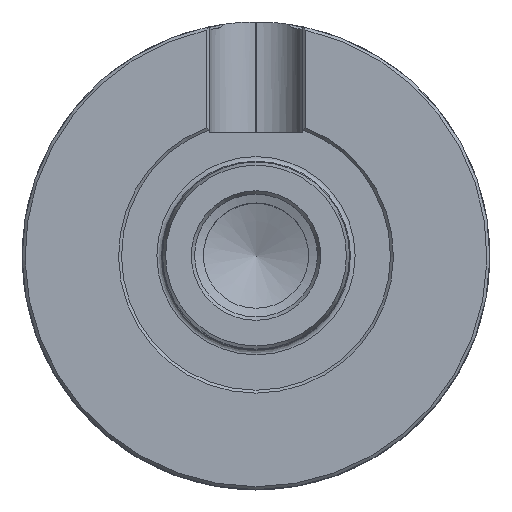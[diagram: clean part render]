
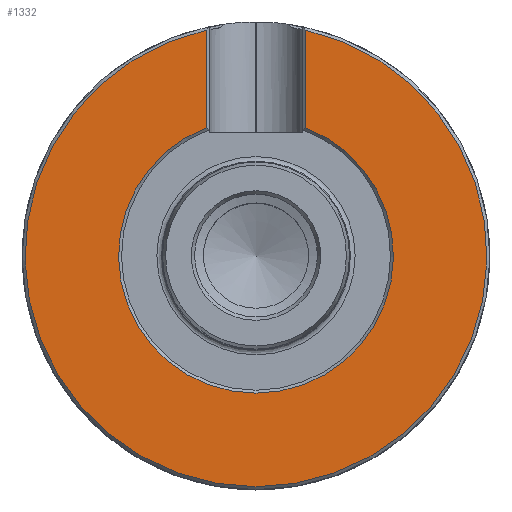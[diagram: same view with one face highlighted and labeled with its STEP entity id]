
A CAD part, top view. The second image highlights one B-rep face of the part: STEP entity #1332.
In plain terms, the highlighted face is planar.
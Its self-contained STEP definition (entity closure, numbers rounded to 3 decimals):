
#830=CIRCLE('',#8159,39.5);
#831=CIRCLE('',#8161,23.5);
#1332=ADVANCED_FACE('CU_VLE_LO_SU_1',(#2005),#1740,.T.);
#1740=PLANE('',#8162);
#2005=FACE_OUTER_BOUND('',#2428,.T.);
#2428=EDGE_LOOP('',(#3392,#3393,#3394,#3395));
#3392=ORIENTED_EDGE('',*,*,#6077,.F.);
#3393=ORIENTED_EDGE('',*,*,#6039,.T.);
#3394=ORIENTED_EDGE('',*,*,#6076,.T.);
#3395=ORIENTED_EDGE('',*,*,#6034,.T.);
#5233=VERTEX_POINT('',#14697);
#5234=VERTEX_POINT('',#14698);
#5237=VERTEX_POINT('',#14715);
#5238=VERTEX_POINT('',#14717);
#6034=EDGE_CURVE('',#5233,#5234,#6996,.T.);
#6039=EDGE_CURVE('',#5238,#5237,#6998,.T.);
#6076=EDGE_CURVE('',#5237,#5233,#830,.T.);
#6077=EDGE_CURVE('',#5238,#5234,#831,.T.);
#6996=LINE('',#14696,#7507);
#6998=LINE('',#14716,#7509);
#7507=VECTOR('',#9251,1.);
#7509=VECTOR('',#9255,1.);
#8159=AXIS2_PLACEMENT_3D('',#14827,#9344,#9345);
#8161=AXIS2_PLACEMENT_3D('',#14829,#9348,#9349);
#8162=AXIS2_PLACEMENT_3D('',#14830,#9350,#9351);
#9251=DIRECTION('',(0.,0.,-1.));
#9255=DIRECTION('',(0.,0.,1.));
#9344=DIRECTION('',(0.,1.,0.));
#9345=DIRECTION('',(-1.,0.,0.));
#9348=DIRECTION('',(0.,1.,0.));
#9349=DIRECTION('',(-1.,0.,0.));
#9350=DIRECTION('',(0.,1.,0.));
#9351=DIRECTION('',(-1.,0.,0.));
#14696=CARTESIAN_POINT('',(-8.511,0.,23.5));
#14697=CARTESIAN_POINT('',(-8.511,0.,38.572));
#14698=CARTESIAN_POINT('',(-8.511,0.,21.905));
#14715=CARTESIAN_POINT('',(8.511,0.,38.572));
#14716=CARTESIAN_POINT('',(8.511,0.,23.5));
#14717=CARTESIAN_POINT('',(8.511,0.,21.905));
#14827=CARTESIAN_POINT('',(0.,0.,0.));
#14829=CARTESIAN_POINT('',(0.,0.,0.));
#14830=CARTESIAN_POINT('',(0.,0.,23.5));
